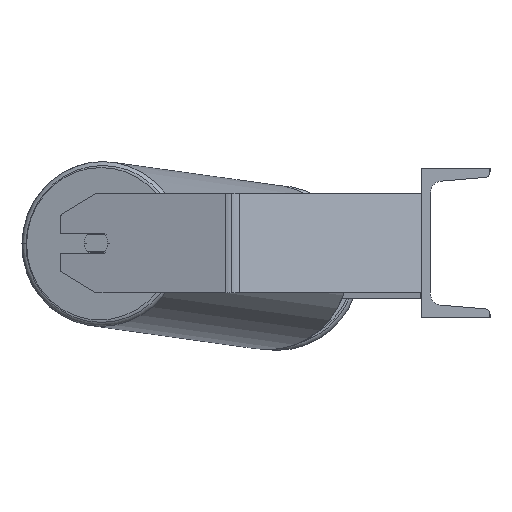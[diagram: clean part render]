
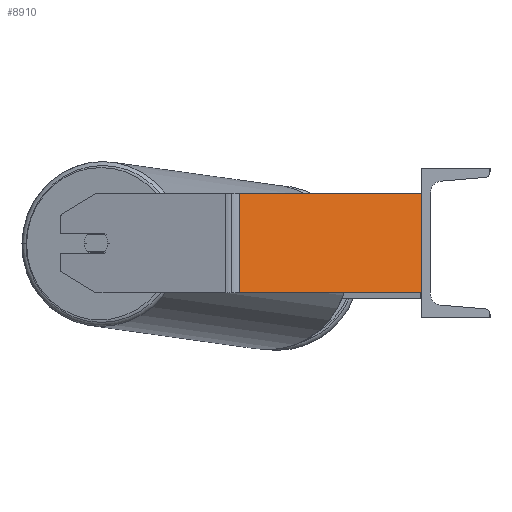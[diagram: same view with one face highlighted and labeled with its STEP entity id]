
A CAD part, left-side view. The second image highlights one B-rep face of the part: STEP entity #8910.
In plain terms, the highlighted planar face has unit normal (-0.906, -0.423, 0).
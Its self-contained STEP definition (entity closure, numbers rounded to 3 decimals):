
#8 = PLANE ( 'NONE',  #259 ) ;
#259 = AXIS2_PLACEMENT_3D ( 'NONE', #2854, #4877, #4180 ) ;
#799 = VECTOR ( 'NONE', #2220, 1000. ) ;
#870 = ORIENTED_EDGE ( 'NONE', *, *, #3160, .T. ) ;
#909 = EDGE_CURVE ( 'NONE', #2001, #3566, #7081, .T. ) ;
#913 = LINE ( 'NONE', #8593, #799 ) ;
#1383 = LINE ( 'NONE', #4226, #8302 ) ;
#1425 = VECTOR ( 'NONE', #5957, 1000. ) ;
#2001 = VERTEX_POINT ( 'NONE', #9046 ) ;
#2017 = ORIENTED_EDGE ( 'NONE', *, *, #5873, .F. ) ;
#2143 = DIRECTION ( 'NONE',  ( 0., 0., -1. ) ) ;
#2220 = DIRECTION ( 'NONE',  ( 0.423, -0.906, 0. ) ) ;
#2523 = VERTEX_POINT ( 'NONE', #8560 ) ;
#2535 = CARTESIAN_POINT ( 'NONE',  ( -856.037, 152.339, 40. ) ) ;
#2854 = CARTESIAN_POINT ( 'NONE',  ( -856.037, 152.339, 40. ) ) ;
#3160 = EDGE_CURVE ( 'NONE', #3566, #5115, #913, .T. ) ;
#3566 = VERTEX_POINT ( 'NONE', #8678 ) ;
#4055 = ORIENTED_EDGE ( 'NONE', *, *, #4151, .F. ) ;
#4151 = EDGE_CURVE ( 'NONE', #2001, #2523, #5917, .T. ) ;
#4180 = DIRECTION ( 'NONE',  ( -0.423, 0.906, 0. ) ) ;
#4226 = CARTESIAN_POINT ( 'NONE',  ( -785., 0., 40. ) ) ;
#4728 = ORIENTED_EDGE ( 'NONE', *, *, #909, .T. ) ;
#4877 = DIRECTION ( 'NONE',  ( 0.906, 0.423, 0. ) ) ;
#5115 = VERTEX_POINT ( 'NONE', #8452 ) ;
#5873 = EDGE_CURVE ( 'NONE', #2523, #5115, #1383, .T. ) ;
#5917 = LINE ( 'NONE', #2535, #1425 ) ;
#5957 = DIRECTION ( 'NONE',  ( 0.423, -0.906, 0. ) ) ;
#6364 = FACE_OUTER_BOUND ( 'NONE', #8991, .T. ) ;
#6734 = VECTOR ( 'NONE', #2143, 1000. ) ;
#6921 = DIRECTION ( 'NONE',  ( 0., 0., -1. ) ) ;
#7081 = LINE ( 'NONE', #8465, #6734 ) ;
#8302 = VECTOR ( 'NONE', #6921, 1000. ) ;
#8452 = CARTESIAN_POINT ( 'NONE',  ( -785., 0., -40. ) ) ;
#8465 = CARTESIAN_POINT ( 'NONE',  ( -853.576, 147.061, 40. ) ) ;
#8560 = CARTESIAN_POINT ( 'NONE',  ( -785., 0., 40. ) ) ;
#8593 = CARTESIAN_POINT ( 'NONE',  ( -856.037, 152.339, -40. ) ) ;
#8678 = CARTESIAN_POINT ( 'NONE',  ( -853.576, 147.061, -40. ) ) ;
#8910 = ADVANCED_FACE ( 'NONE', ( #6364 ), #8, .F. ) ;
#8991 = EDGE_LOOP ( 'NONE', ( #870, #2017, #4055, #4728 ) ) ;
#9046 = CARTESIAN_POINT ( 'NONE',  ( -853.576, 147.061, 40. ) ) ;
